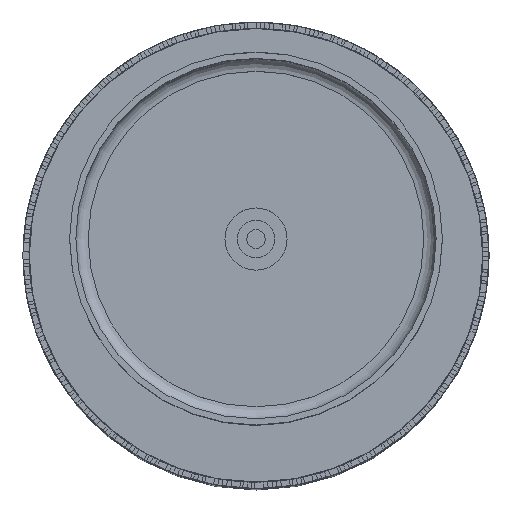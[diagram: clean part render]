
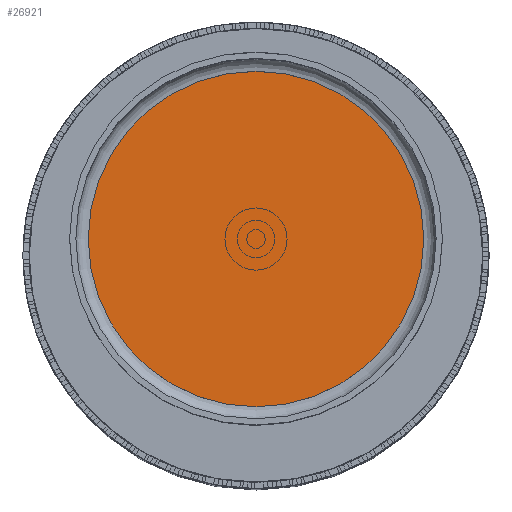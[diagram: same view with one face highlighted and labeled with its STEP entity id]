
A CAD part, top view. The second image highlights one B-rep face of the part: STEP entity #26921.
In plain terms, the highlighted planar face has unit normal (0, 0, 1).
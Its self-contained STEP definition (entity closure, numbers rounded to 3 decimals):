
#8403=FACE_OUTER_BOUND('',#10256,.T.);
#10256=EDGE_LOOP('',(#25359));
#10464=CIRCLE('',#27345,27.);
#13164=VERTEX_POINT('',#63639);
#17230=EDGE_CURVE('',#13164,#13164,#10464,.T.);
#25359=ORIENTED_EDGE('',*,*,#17230,.T.);
#25531=PLANE('',#27346);
#26921=ADVANCED_FACE('',(#8403),#25531,.T.);
#27345=AXIS2_PLACEMENT_3D('',#63641,#29583,#29584);
#27346=AXIS2_PLACEMENT_3D('',#63642,#29585,#29586);
#29583=DIRECTION('center_axis',(0.,0.,1.));
#29584=DIRECTION('ref_axis',(-1.,0.,0.));
#29585=DIRECTION('center_axis',(0.,0.,1.));
#29586=DIRECTION('ref_axis',(1.,0.,0.));
#63639=CARTESIAN_POINT('',(107.5,0.,1561.));
#63641=CARTESIAN_POINT('Origin',(80.5,0.,1561.));
#63642=CARTESIAN_POINT('Origin',(80.5,0.,1561.));
